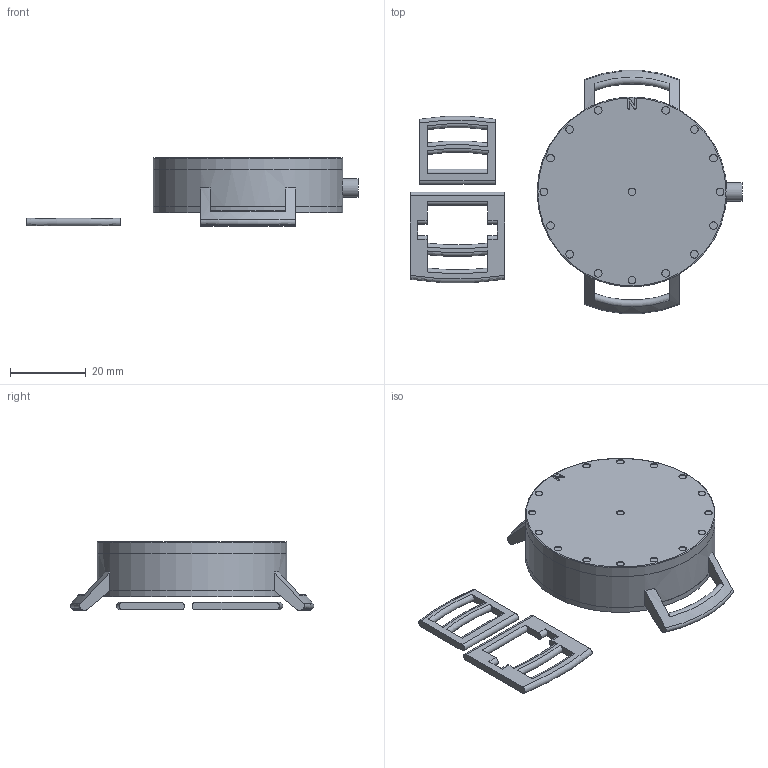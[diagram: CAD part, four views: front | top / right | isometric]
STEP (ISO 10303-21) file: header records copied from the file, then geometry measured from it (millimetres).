
FILE_DESCRIPTION(/* description */ (''),/* implementation_level */ '2;1');
FILE_NAME(/* name */ 'Ocean of Thoughts v8.step',/* time_stamp */ '2023-01-19T13:51:23+01:00',/* author */ (''),/* organization */ (''),/* preprocessor_version */ 'ST-DEVELOPER v19.2',/* originating_system */ 'Autodesk Translation Framework v11.17.0.187',/* authorisation */ '');
FILE_SCHEMA (('AUTOMOTIVE_DESIGN { 1 0 10303 214 3 1 1 }'));
Length unit declared in the file: millimetre
Products named in the file (9): Ocean of Thoughts; Enclosure Circular; Bottom Lid; Composant4; Case with arms; Attache bracelet 16; Attache bracelet (1); TOP COVER; Potentiometer Knob (1)
Assembly tree (8 placements, depth 4):
  Ocean of Thoughts
    Enclosure Circular
      Bottom Lid
        Composant4
      Case with arms
      Attache bracelet 16
        Attache bracelet (1)
      TOP COVER
      Potentiometer Knob (1)
Bounding box: 87.5 x 64.1 x 18.12 mm (x, y, z)
Volume: 13477.9 mm3; surface area: 15425.4 mm2
Topology: 6 solids, 6 shells, 172 faces, 438 edges, 294 vertices
Faces by surface type: plane 81, cylinder 36, bspline 20, cone 18, torus 17
Full cylindrical faces by diameter (mm): 2 x16, 4.8 x1, 5 x1, 47 x1, 50 x3
Entity records: 5960 total; most frequent: CARTESIAN_POINT 1702, ORIENTED_EDGE 876, DIRECTION 783, EDGE_CURVE 438, AXIS2_PLACEMENT_3D 303, VERTEX_POINT 294, EDGE_LOOP 204, LINE 177
